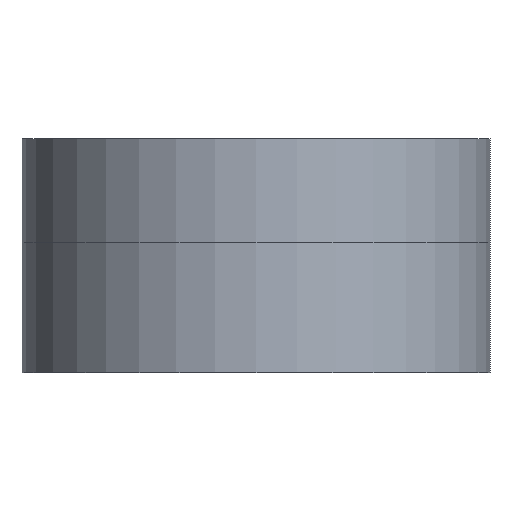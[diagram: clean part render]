
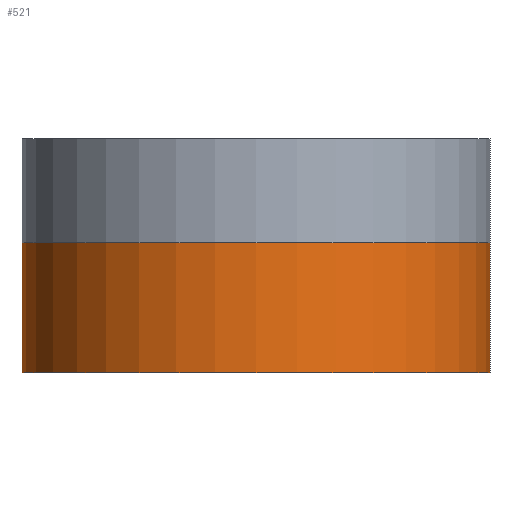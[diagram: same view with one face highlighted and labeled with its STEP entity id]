
A CAD part, front view. The second image highlights one B-rep face of the part: STEP entity #521.
In plain terms, the highlighted cylindrical face has radius 18 mm (diameter 36 mm), a full revolution.
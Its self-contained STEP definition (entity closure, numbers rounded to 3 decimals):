
#43=FACE_OUTER_BOUND('',#75,.T.);
#75=EDGE_LOOP('',(#389,#390,#391,#392));
#104=CIRCLE('',#572,18.);
#105=CIRCLE('',#574,18.);
#165=LINE('',#1744,#183);
#183=VECTOR('',#646,18.);
#216=VERTEX_POINT('',#1739);
#217=VERTEX_POINT('',#1742);
#280=EDGE_CURVE('',#216,#216,#104,.T.);
#281=EDGE_CURVE('',#217,#217,#105,.T.);
#282=EDGE_CURVE('',#217,#216,#165,.T.);
#389=ORIENTED_EDGE('',*,*,#281,.F.);
#390=ORIENTED_EDGE('',*,*,#282,.T.);
#391=ORIENTED_EDGE('',*,*,#280,.T.);
#392=ORIENTED_EDGE('',*,*,#282,.F.);
#496=CYLINDRICAL_SURFACE('',#573,18.);
#521=ADVANCED_FACE('',(#43),#496,.T.);
#572=AXIS2_PLACEMENT_3D('',#1740,#640,#641);
#573=AXIS2_PLACEMENT_3D('',#1741,#642,#643);
#574=AXIS2_PLACEMENT_3D('',#1743,#644,#645);
#640=DIRECTION('center_axis',(0.,0.,1.));
#641=DIRECTION('ref_axis',(1.,0.,0.));
#642=DIRECTION('center_axis',(0.,0.,1.));
#643=DIRECTION('ref_axis',(1.,0.,0.));
#644=DIRECTION('center_axis',(0.,0.,1.));
#645=DIRECTION('ref_axis',(1.,0.,0.));
#646=DIRECTION('',(0.,0.,-1.));
#1739=CARTESIAN_POINT('',(-18.,0.,3.));
#1740=CARTESIAN_POINT('Origin',(0.,0.,3.));
#1741=CARTESIAN_POINT('Origin',(0.,0.,3.));
#1742=CARTESIAN_POINT('',(-18.,0.,13.));
#1743=CARTESIAN_POINT('Origin',(0.,0.,13.));
#1744=CARTESIAN_POINT('',(-18.,0.,3.));
